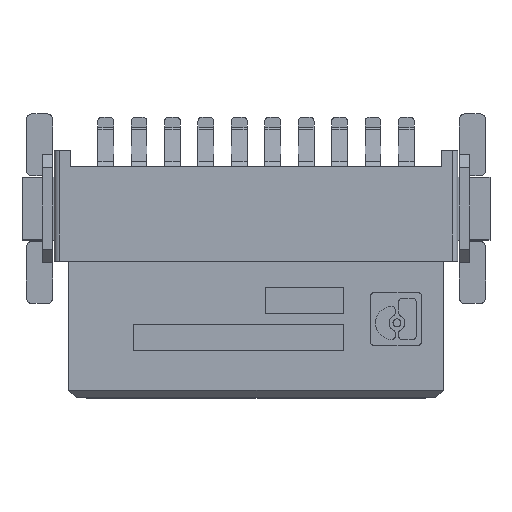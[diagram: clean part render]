
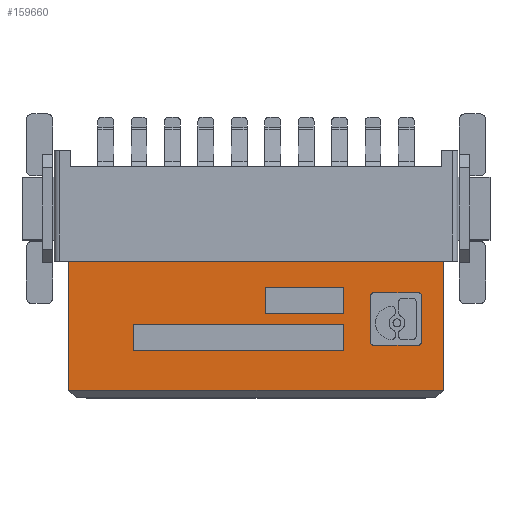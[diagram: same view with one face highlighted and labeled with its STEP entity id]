
A CAD part, top view. The second image highlights one B-rep face of the part: STEP entity #159660.
In plain terms, the highlighted face is planar.
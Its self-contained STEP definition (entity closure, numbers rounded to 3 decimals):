
#33990=CARTESIAN_POINT('',(-16.65,1.5,9.2));
#34000=VERTEX_POINT('',#33990);
#53080=CARTESIAN_POINT('',(-16.65,1.5,4.3));
#53090=VERTEX_POINT('',#53080);
#53120=CARTESIAN_POINT('',(-16.65,1.5,4.3));
#53130=DIRECTION('',(0.,0.,1.));
#53140=VECTOR('',#53130,1000.);
#53150=LINE('',#53120,#53140);
#53160=EDGE_CURVE('',#53090,#34000,#53150,.T.);
#77010=CARTESIAN_POINT('',(-2.4,1.5,4.3));
#77020=VERTEX_POINT('',#77010);
#77050=CARTESIAN_POINT('',(16.75,1.5,4.3));
#77060=DIRECTION('',(-1.,0.,0.));
#77070=VECTOR('',#77060,1000.);
#77080=LINE('',#77050,#77070);
#77090=EDGE_CURVE('',#77020,#53090,#77080,.T.);
#93300=CARTESIAN_POINT('',(-2.4,1.5,9.2));
#93310=VERTEX_POINT('',#93300);
#155320=CARTESIAN_POINT('',(-2.4,1.5,4.3));
#155330=DIRECTION('',(0.,0.,1.));
#155340=VECTOR('',#155330,1000.);
#155350=LINE('',#155320,#155340);
#155360=EDGE_CURVE('',#77020,#93310,#155350,.T.);
#157760=CARTESIAN_POINT('',(-2.3,1.5,9.2));
#157770=DIRECTION('',(1.,0.,0.));
#157780=VECTOR('',#157770,1000.);
#157790=LINE('',#157760,#157780);
#157800=EDGE_CURVE('',#34000,#93310,#157790,.T.);
#157930=CARTESIAN_POINT('',(-2.3,1.5,4.3));
#157940=DIRECTION('',(0.,1.,0.));
#157950=DIRECTION('',(0.,0.,1.));
#157960=AXIS2_PLACEMENT_3D('',#157930,#157940,#157950);
#157970=PLANE('',#157960);
#157980=CARTESIAN_POINT('',(-6.182,1.5,-0.65));
#157990=DIRECTION('',(0.,0.,-1.));
#158000=VECTOR('',#157990,1.);
#158010=LINE('',#157980,#158000);
#158020=CARTESIAN_POINT('',(-6.182,1.5,6.3));
#158030=VERTEX_POINT('',#158020);
#158040=CARTESIAN_POINT('',(-6.182,1.5,5.3));
#158050=VERTEX_POINT('',#158040);
#158060=EDGE_CURVE('',#158030,#158050,#158010,.T.);
#158070=ORIENTED_EDGE('',*,*,#158060,.F.);
#158080=CARTESIAN_POINT('',(-0.77,1.5,5.3));
#158090=DIRECTION('',(-1.,0.,0.));
#158100=VECTOR('',#158090,1.);
#158110=LINE('',#158080,#158100);
#158120=CARTESIAN_POINT('',(-9.182,1.5,5.3));
#158130=VERTEX_POINT('',#158120);
#158140=EDGE_CURVE('',#158050,#158130,#158110,.T.);
#158150=ORIENTED_EDGE('',*,*,#158140,.F.);
#158160=CARTESIAN_POINT('',(-9.182,1.5,-0.65));
#158170=DIRECTION('',(0.,0.,1.));
#158180=VECTOR('',#158170,1.);
#158190=LINE('',#158160,#158180);
#158200=CARTESIAN_POINT('',(-9.182,1.5,6.3));
#158210=VERTEX_POINT('',#158200);
#158220=EDGE_CURVE('',#158130,#158210,#158190,.T.);
#158230=ORIENTED_EDGE('',*,*,#158220,.F.);
#158240=CARTESIAN_POINT('',(-0.77,1.5,6.3));
#158250=DIRECTION('',(1.,0.,0.));
#158260=VECTOR('',#158250,1.);
#158270=LINE('',#158240,#158260);
#158280=EDGE_CURVE('',#158210,#158030,#158270,.T.);
#158290=ORIENTED_EDGE('',*,*,#158280,.F.);
#158300=EDGE_LOOP('',(#158290,#158230,#158150,#158070));
#158310=FACE_BOUND('',#158300,.T.);
#158320=CARTESIAN_POINT('',(-6.182,1.5,-0.65));
#158330=DIRECTION('',(0.,0.,-1.));
#158340=VECTOR('',#158330,1.);
#158350=LINE('',#158320,#158340);
#158360=CARTESIAN_POINT('',(-6.182,1.5,7.7));
#158370=VERTEX_POINT('',#158360);
#158380=CARTESIAN_POINT('',(-6.182,1.5,6.7));
#158390=VERTEX_POINT('',#158380);
#158400=EDGE_CURVE('',#158370,#158390,#158350,.T.);
#158410=ORIENTED_EDGE('',*,*,#158400,.F.);
#158420=CARTESIAN_POINT('',(-0.77,1.5,6.7));
#158430=DIRECTION('',(-1.,0.,0.));
#158440=VECTOR('',#158430,1.);
#158450=LINE('',#158420,#158440);
#158460=CARTESIAN_POINT('',(-14.182,1.5,6.7));
#158470=VERTEX_POINT('',#158460);
#158480=EDGE_CURVE('',#158390,#158470,#158450,.T.);
#158490=ORIENTED_EDGE('',*,*,#158480,.F.);
#158500=CARTESIAN_POINT('',(-14.182,1.5,-0.65));
#158510=DIRECTION('',(0.,0.,1.));
#158520=VECTOR('',#158510,1.);
#158530=LINE('',#158500,#158520);
#158540=CARTESIAN_POINT('',(-14.182,1.5,7.7));
#158550=VERTEX_POINT('',#158540);
#158560=EDGE_CURVE('',#158470,#158550,#158530,.T.);
#158570=ORIENTED_EDGE('',*,*,#158560,.F.);
#158580=CARTESIAN_POINT('',(-0.77,1.5,7.7));
#158590=DIRECTION('',(1.,0.,0.));
#158600=VECTOR('',#158590,1.);
#158610=LINE('',#158580,#158600);
#158620=EDGE_CURVE('',#158550,#158370,#158610,.T.);
#158630=ORIENTED_EDGE('',*,*,#158620,.F.);
#158640=EDGE_LOOP('',(#158630,#158570,#158490,#158410));
#158650=FACE_BOUND('',#158640,.T.);
#158660=CARTESIAN_POINT('',(-0.77,1.5,7.5));
#158670=DIRECTION('',(1.,0.,0.));
#158680=VECTOR('',#158670,1.);
#158690=LINE('',#158660,#158680);
#158700=CARTESIAN_POINT('',(-5.043,1.5,7.5));
#158710=VERTEX_POINT('',#158700);
#158720=CARTESIAN_POINT('',(-3.363,1.5,7.5));
#158730=VERTEX_POINT('',#158720);
#158740=EDGE_CURVE('',#158710,#158730,#158690,.T.);
#158750=ORIENTED_EDGE('',*,*,#158740,.F.);
#158760=CARTESIAN_POINT('',(-3.363,1.5,7.5));
#158770=CARTESIAN_POINT('',(-3.345,1.5,7.5));
#158780=CARTESIAN_POINT('',(-3.327,1.5,7.496));
#158790=CARTESIAN_POINT('',(-3.294,1.5,7.482));
#158800=CARTESIAN_POINT('',(-3.278,1.5,7.472));
#158810=CARTESIAN_POINT('',(-3.253,1.5,7.446));
#158820=CARTESIAN_POINT('',(-3.243,1.5,7.431));
#158830=CARTESIAN_POINT('',(-3.229,1.5,7.397));
#158840=CARTESIAN_POINT('',(-3.225,1.5,7.379));
#158850=CARTESIAN_POINT('',(-3.225,1.5,7.36));
#158860=B_SPLINE_CURVE_WITH_KNOTS('',3,(#158760,#158770,#158780,#158790,
#158800,#158810,#158820,#158830,#158840,#158850),.UNSPECIFIED.,.F.,.F.,(
4,2,2,2,4),(0.,1.,2.,3.,4.),.UNSPECIFIED.);
#158870=CARTESIAN_POINT('',(-3.225,1.5,7.36));
#158880=VERTEX_POINT('',#158870);
#158890=EDGE_CURVE('',#158730,#158880,#158860,.T.);
#158900=ORIENTED_EDGE('',*,*,#158890,.F.);
#158910=CARTESIAN_POINT('',(-3.225,1.5,-0.65));
#158920=DIRECTION('',(0.,0.,-1.));
#158930=VECTOR('',#158920,1.);
#158940=LINE('',#158910,#158930);
#158950=CARTESIAN_POINT('',(-3.225,1.5,5.64));
#158960=VERTEX_POINT('',#158950);
#158970=EDGE_CURVE('',#158880,#158960,#158940,.T.);
#158980=ORIENTED_EDGE('',*,*,#158970,.F.);
#158990=CARTESIAN_POINT('',(-3.225,1.5,5.64));
#159000=CARTESIAN_POINT('',(-3.225,1.5,5.621));
#159010=CARTESIAN_POINT('',(-3.229,1.5,5.603));
#159020=CARTESIAN_POINT('',(-3.243,1.5,5.569));
#159030=CARTESIAN_POINT('',(-3.253,1.5,5.554));
#159040=CARTESIAN_POINT('',(-3.278,1.5,5.528));
#159050=CARTESIAN_POINT('',(-3.294,1.5,5.518));
#159060=CARTESIAN_POINT('',(-3.327,1.5,5.504));
#159070=CARTESIAN_POINT('',(-3.345,1.5,5.5));
#159080=CARTESIAN_POINT('',(-3.363,1.5,5.5));
#159090=B_SPLINE_CURVE_WITH_KNOTS('',3,(#158990,#159000,#159010,#159020,
#159030,#159040,#159050,#159060,#159070,#159080),.UNSPECIFIED.,.F.,.F.,(
4,2,2,2,4),(0.,1.,2.,3.,4.),.UNSPECIFIED.);
#159100=CARTESIAN_POINT('',(-3.363,1.5,5.5));
#159110=VERTEX_POINT('',#159100);
#159120=EDGE_CURVE('',#158960,#159110,#159090,.T.);
#159130=ORIENTED_EDGE('',*,*,#159120,.F.);
#159140=CARTESIAN_POINT('',(-0.77,1.5,5.5));
#159150=DIRECTION('',(-1.,0.,0.));
#159160=VECTOR('',#159150,1.);
#159170=LINE('',#159140,#159160);
#159180=CARTESIAN_POINT('',(-5.043,1.5,5.5));
#159190=VERTEX_POINT('',#159180);
#159200=EDGE_CURVE('',#159110,#159190,#159170,.T.);
#159210=ORIENTED_EDGE('',*,*,#159200,.F.);
#159220=CARTESIAN_POINT('',(-5.043,1.5,5.5));
#159230=CARTESIAN_POINT('',(-5.062,1.5,5.5));
#159240=CARTESIAN_POINT('',(-5.08,1.5,5.504));
#159250=CARTESIAN_POINT('',(-5.113,1.5,5.518));
#159260=CARTESIAN_POINT('',(-5.128,1.5,5.528));
#159270=CARTESIAN_POINT('',(-5.154,1.5,5.554));
#159280=CARTESIAN_POINT('',(-5.164,1.5,5.569));
#159290=CARTESIAN_POINT('',(-5.178,1.5,5.603));
#159300=CARTESIAN_POINT('',(-5.182,1.5,5.621));
#159310=CARTESIAN_POINT('',(-5.182,1.5,5.64));
#159320=B_SPLINE_CURVE_WITH_KNOTS('',3,(#159220,#159230,#159240,#159250,
#159260,#159270,#159280,#159290,#159300,#159310),.UNSPECIFIED.,.F.,.F.,(
4,2,2,2,4),(0.,1.,2.,3.,4.),.UNSPECIFIED.);
#159330=CARTESIAN_POINT('',(-5.182,1.5,5.64));
#159340=VERTEX_POINT('',#159330);
#159350=EDGE_CURVE('',#159190,#159340,#159320,.T.);
#159360=ORIENTED_EDGE('',*,*,#159350,.F.);
#159370=CARTESIAN_POINT('',(-5.182,1.5,-0.65));
#159380=DIRECTION('',(0.,0.,1.));
#159390=VECTOR('',#159380,1.);
#159400=LINE('',#159370,#159390);
#159410=CARTESIAN_POINT('',(-5.182,1.5,7.36));
#159420=VERTEX_POINT('',#159410);
#159430=EDGE_CURVE('',#159340,#159420,#159400,.T.);
#159440=ORIENTED_EDGE('',*,*,#159430,.F.);
#159450=CARTESIAN_POINT('',(-5.182,1.5,7.36));
#159460=CARTESIAN_POINT('',(-5.182,1.5,7.379));
#159470=CARTESIAN_POINT('',(-5.178,1.5,7.397));
#159480=CARTESIAN_POINT('',(-5.164,1.5,7.431));
#159490=CARTESIAN_POINT('',(-5.154,1.5,7.446));
#159500=CARTESIAN_POINT('',(-5.128,1.5,7.472));
#159510=CARTESIAN_POINT('',(-5.113,1.5,7.482));
#159520=CARTESIAN_POINT('',(-5.08,1.5,7.496));
#159530=CARTESIAN_POINT('',(-5.062,1.5,7.5));
#159540=CARTESIAN_POINT('',(-5.043,1.5,7.5));
#159550=B_SPLINE_CURVE_WITH_KNOTS('',3,(#159450,#159460,#159470,#159480,
#159490,#159500,#159510,#159520,#159530,#159540),.UNSPECIFIED.,.F.,.F.,(
4,2,2,2,4),(0.,1.,2.,3.,4.),.UNSPECIFIED.);
#159560=EDGE_CURVE('',#159420,#158710,#159550,.T.);
#159570=ORIENTED_EDGE('',*,*,#159560,.F.);
#159580=EDGE_LOOP('',(#159570,#159440,#159360,#159210,#159130,#158980,
#158900,#158750));
#159590=FACE_BOUND('',#159580,.T.);
#159600=ORIENTED_EDGE('',*,*,#53160,.T.);
#159610=ORIENTED_EDGE('',*,*,#77090,.T.);
#159620=ORIENTED_EDGE('',*,*,#155360,.F.);
#159630=ORIENTED_EDGE('',*,*,#157800,.T.);
#159640=EDGE_LOOP('',(#159630,#159620,#159610,#159600));
#159650=FACE_OUTER_BOUND('',#159640,.T.);
#159660=ADVANCED_FACE('',(#158310,#158650,#159590,#159650),#157970,.T.);
